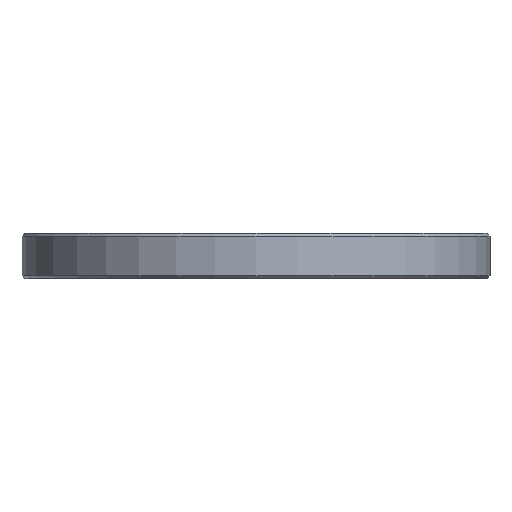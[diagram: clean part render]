
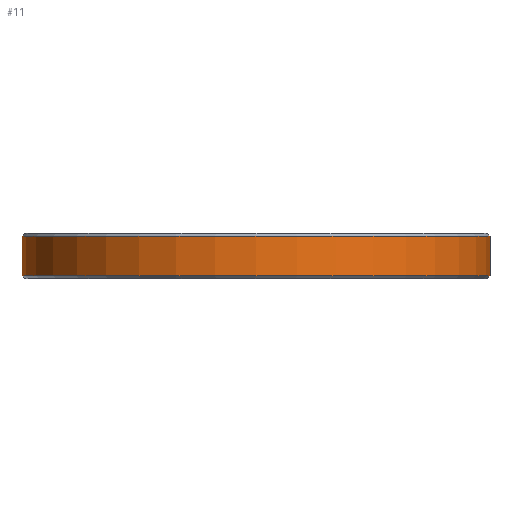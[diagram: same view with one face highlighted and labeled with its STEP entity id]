
A CAD part, front view. The second image highlights one B-rep face of the part: STEP entity #11.
In plain terms, the highlighted cylindrical face has radius 25.8 mm (diameter 51.6 mm), a partial arc.
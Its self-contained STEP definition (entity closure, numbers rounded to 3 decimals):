
#11 = ADVANCED_FACE ( 'NONE', ( #533 ), #12172, .T. ) ;
#148 = CARTESIAN_POINT ( 'NONE',  ( 25.8, 0., 0.3 ) ) ;
#160 = VERTEX_POINT ( 'NONE', #148 ) ;
#533 = FACE_OUTER_BOUND ( 'NONE', #9537, .T. ) ;
#1326 = CIRCLE ( 'NONE', #1734, 25.8 ) ;
#1463 = AXIS2_PLACEMENT_3D ( 'NONE', #3571, #5221, #4395 ) ;
#1734 = AXIS2_PLACEMENT_3D ( 'NONE', #12488, #8685, #3944 ) ;
#3072 = DIRECTION ( 'NONE',  ( 1., 0., 0. ) ) ;
#3571 = CARTESIAN_POINT ( 'NONE',  ( 0., 0., 5. ) ) ;
#3944 = DIRECTION ( 'NONE',  ( 1., 0., 0. ) ) ;
#4369 = CARTESIAN_POINT ( 'NONE',  ( 25.8, 0., 5. ) ) ;
#4395 = DIRECTION ( 'NONE',  ( -1., 0., 0. ) ) ;
#4789 = DIRECTION ( 'NONE',  ( 0., 0., -1. ) ) ;
#4844 = CARTESIAN_POINT ( 'NONE',  ( 0., 0., 4.7 ) ) ;
#5221 = DIRECTION ( 'NONE',  ( 0., 0., -1. ) ) ;
#5290 = VERTEX_POINT ( 'NONE', #8227 ) ;
#5692 = ORIENTED_EDGE ( 'NONE', *, *, #11041, .T. ) ;
#5805 = VERTEX_POINT ( 'NONE', #12132 ) ;
#5953 = EDGE_CURVE ( 'NONE', #6380, #5290, #6376, .T. ) ;
#6376 = LINE ( 'NONE', #12135, #7581 ) ;
#6380 = VERTEX_POINT ( 'NONE', #12438 ) ;
#6808 = ORIENTED_EDGE ( 'NONE', *, *, #5953, .T. ) ;
#7013 = ORIENTED_EDGE ( 'NONE', *, *, #9661, .T. ) ;
#7508 = DIRECTION ( 'NONE',  ( 0., 0., -1. ) ) ;
#7570 = VECTOR ( 'NONE', #8416, 1000. ) ;
#7581 = VECTOR ( 'NONE', #7508, 1000. ) ;
#8227 = CARTESIAN_POINT ( 'NONE',  ( -25.8, 0., 0.3 ) ) ;
#8383 = AXIS2_PLACEMENT_3D ( 'NONE', #4844, #4789, #3072 ) ;
#8416 = DIRECTION ( 'NONE',  ( 0., 0., -1. ) ) ;
#8685 = DIRECTION ( 'NONE',  ( 0., 0., 1. ) ) ;
#9259 = EDGE_CURVE ( 'NONE', #5805, #160, #10053, .T. ) ;
#9537 = EDGE_LOOP ( 'NONE', ( #9667, #7013, #6808, #5692 ) ) ;
#9661 = EDGE_CURVE ( 'NONE', #5805, #6380, #12021, .T. ) ;
#9667 = ORIENTED_EDGE ( 'NONE', *, *, #9259, .F. ) ;
#10053 = LINE ( 'NONE', #4369, #7570 ) ;
#11041 = EDGE_CURVE ( 'NONE', #5290, #160, #1326, .T. ) ;
#12021 = CIRCLE ( 'NONE', #8383, 25.8 ) ;
#12132 = CARTESIAN_POINT ( 'NONE',  ( 25.8, 0., 4.7 ) ) ;
#12135 = CARTESIAN_POINT ( 'NONE',  ( -25.8, 0., 5. ) ) ;
#12172 = CYLINDRICAL_SURFACE ( 'NONE', #1463, 25.8 ) ;
#12438 = CARTESIAN_POINT ( 'NONE',  ( -25.8, 0., 4.7 ) ) ;
#12488 = CARTESIAN_POINT ( 'NONE',  ( 0., 0., 0.3 ) ) ;
